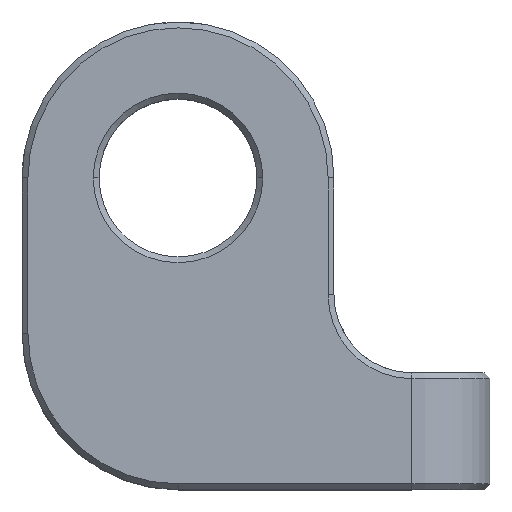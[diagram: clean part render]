
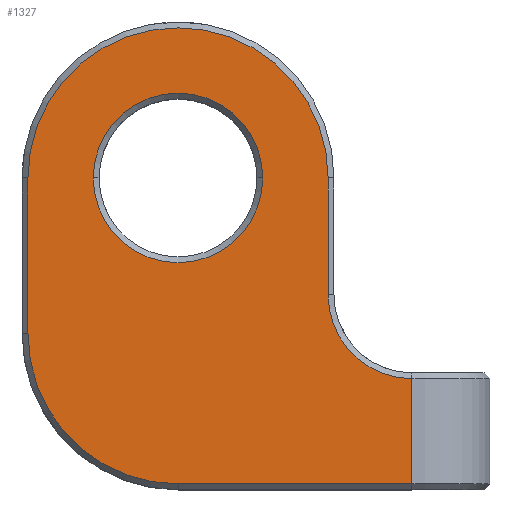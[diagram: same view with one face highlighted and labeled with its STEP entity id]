
A CAD part, top view. The second image highlights one B-rep face of the part: STEP entity #1327.
In plain terms, the highlighted planar face has unit normal (0, 0, 1).
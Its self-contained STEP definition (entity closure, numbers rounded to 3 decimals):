
#11 = ORIENTED_EDGE ( 'NONE', *, *, #128, .T. ) ;
#27 = AXIS2_PLACEMENT_3D ( 'NONE', #1384, #1241, #706 ) ;
#40 = ORIENTED_EDGE ( 'NONE', *, *, #972, .T. ) ;
#98 = DIRECTION ( 'NONE',  ( 0., 0., 1. ) ) ;
#106 = EDGE_CURVE ( 'NONE', #1225, #1414, #1042, .T. ) ;
#128 = EDGE_CURVE ( 'NONE', #165, #1409, #1424, .T. ) ;
#147 = LINE ( 'NONE', #381, #954 ) ;
#165 = VERTEX_POINT ( 'NONE', #998 ) ;
#177 = VECTOR ( 'NONE', #1319, 1000. ) ;
#178 = EDGE_LOOP ( 'NONE', ( #637, #40 ) ) ;
#180 = AXIS2_PLACEMENT_3D ( 'NONE', #949, #598, #1050 ) ;
#181 = AXIS2_PLACEMENT_3D ( 'NONE', #214, #666, #1433 ) ;
#193 = EDGE_CURVE ( 'NONE', #1414, #210, #1329, .T. ) ;
#197 = CARTESIAN_POINT ( 'NONE',  ( 12., -15.7, 4. ) ) ;
#210 = VERTEX_POINT ( 'NONE', #536 ) ;
#214 = CARTESIAN_POINT ( 'NONE',  ( 0., 0., 4. ) ) ;
#219 = ORIENTED_EDGE ( 'NONE', *, *, #653, .T. ) ;
#222 = CIRCLE ( 'NONE', #181, 4.35 ) ;
#268 = CIRCLE ( 'NONE', #27, 4.35 ) ;
#290 = DIRECTION ( 'NONE',  ( 0., 1., 0. ) ) ;
#336 = CARTESIAN_POINT ( 'NONE',  ( -7.7, -8., 4. ) ) ;
#350 = CARTESIAN_POINT ( 'NONE',  ( 7.7, 0., 4. ) ) ;
#355 = CARTESIAN_POINT ( 'NONE',  ( 12., -6., 4. ) ) ;
#367 = ORIENTED_EDGE ( 'NONE', *, *, #451, .T. ) ;
#381 = CARTESIAN_POINT ( 'NONE',  ( 7.7, 0., 4. ) ) ;
#385 = VECTOR ( 'NONE', #644, 1000. ) ;
#443 = AXIS2_PLACEMENT_3D ( 'NONE', #1077, #1411, #853 ) ;
#451 = EDGE_CURVE ( 'NONE', #498, #1225, #147, .T. ) ;
#465 = ORIENTED_EDGE ( 'NONE', *, *, #193, .T. ) ;
#486 = VERTEX_POINT ( 'NONE', #992 ) ;
#498 = VERTEX_POINT ( 'NONE', #1201 ) ;
#536 = CARTESIAN_POINT ( 'NONE',  ( -7.7, -8., 4. ) ) ;
#546 = ORIENTED_EDGE ( 'NONE', *, *, #932, .T. ) ;
#551 = AXIS2_PLACEMENT_3D ( 'NONE', #1450, #98, #1430 ) ;
#575 = PLANE ( 'NONE',  #1197 ) ;
#589 = CARTESIAN_POINT ( 'NONE',  ( -7.7, 0., 4. ) ) ;
#598 = DIRECTION ( 'NONE',  ( 0., 0., -1. ) ) ;
#637 = ORIENTED_EDGE ( 'NONE', *, *, #705, .T. ) ;
#644 = DIRECTION ( 'NONE',  ( 0., -1., 0. ) ) ;
#653 = EDGE_CURVE ( 'NONE', #780, #498, #901, .T. ) ;
#661 = LINE ( 'NONE', #1325, #1281 ) ;
#666 = DIRECTION ( 'NONE',  ( 0., 0., -1. ) ) ;
#686 = CARTESIAN_POINT ( 'NONE',  ( 12., -15.7, 4. ) ) ;
#705 = EDGE_CURVE ( 'NONE', #938, #486, #268, .T. ) ;
#706 = DIRECTION ( 'NONE',  ( 1., 0., 0. ) ) ;
#780 = VERTEX_POINT ( 'NONE', #1412 ) ;
#808 = DIRECTION ( 'NONE',  ( 1., 0., 0. ) ) ;
#853 = DIRECTION ( 'NONE',  ( 1., 0., 0. ) ) ;
#879 = DIRECTION ( 'NONE',  ( 0., 1., 0. ) ) ;
#901 = CIRCLE ( 'NONE', #180, 4.3 ) ;
#932 = EDGE_CURVE ( 'NONE', #1409, #780, #661, .T. ) ;
#938 = VERTEX_POINT ( 'NONE', #1344 ) ;
#949 = CARTESIAN_POINT ( 'NONE',  ( 12., -6., 4. ) ) ;
#954 = VECTOR ( 'NONE', #290, 1000. ) ;
#972 = EDGE_CURVE ( 'NONE', #486, #938, #222, .T. ) ;
#992 = CARTESIAN_POINT ( 'NONE',  ( -4.35, 0., 4. ) ) ;
#998 = CARTESIAN_POINT ( 'NONE',  ( 0., -15.7, 4. ) ) ;
#1035 = FACE_BOUND ( 'NONE', #178, .T. ) ;
#1042 = CIRCLE ( 'NONE', #551, 7.7 ) ;
#1043 = DIRECTION ( 'NONE',  ( 0., 0., 1. ) ) ;
#1047 = ORIENTED_EDGE ( 'NONE', *, *, #106, .T. ) ;
#1050 = DIRECTION ( 'NONE',  ( 1., 0., 0. ) ) ;
#1077 = CARTESIAN_POINT ( 'NONE',  ( 0., -8., 4. ) ) ;
#1173 = EDGE_CURVE ( 'NONE', #210, #165, #1314, .T. ) ;
#1197 = AXIS2_PLACEMENT_3D ( 'NONE', #355, #1043, #808 ) ;
#1200 = ORIENTED_EDGE ( 'NONE', *, *, #1173, .T. ) ;
#1201 = CARTESIAN_POINT ( 'NONE',  ( 7.7, -6., 4. ) ) ;
#1225 = VERTEX_POINT ( 'NONE', #350 ) ;
#1241 = DIRECTION ( 'NONE',  ( 0., 0., -1. ) ) ;
#1281 = VECTOR ( 'NONE', #879, 1000. ) ;
#1288 = EDGE_LOOP ( 'NONE', ( #1200, #11, #546, #219, #367, #1047, #465 ) ) ;
#1314 = CIRCLE ( 'NONE', #443, 7.7 ) ;
#1319 = DIRECTION ( 'NONE',  ( 1., 0., 0. ) ) ;
#1325 = CARTESIAN_POINT ( 'NONE',  ( 12., -10., 4. ) ) ;
#1327 = ADVANCED_FACE ( 'NONE', ( #1035, #1379 ), #575, .T. ) ;
#1329 = LINE ( 'NONE', #336, #385 ) ;
#1344 = CARTESIAN_POINT ( 'NONE',  ( 4.35, 0., 4. ) ) ;
#1379 = FACE_OUTER_BOUND ( 'NONE', #1288, .T. ) ;
#1384 = CARTESIAN_POINT ( 'NONE',  ( 0., 0., 4. ) ) ;
#1409 = VERTEX_POINT ( 'NONE', #686 ) ;
#1411 = DIRECTION ( 'NONE',  ( 0., 0., 1. ) ) ;
#1412 = CARTESIAN_POINT ( 'NONE',  ( 12., -10.3, 4. ) ) ;
#1414 = VERTEX_POINT ( 'NONE', #589 ) ;
#1424 = LINE ( 'NONE', #197, #177 ) ;
#1430 = DIRECTION ( 'NONE',  ( 1., 0., 0. ) ) ;
#1433 = DIRECTION ( 'NONE',  ( 1., 0., 0. ) ) ;
#1450 = CARTESIAN_POINT ( 'NONE',  ( 0., 0., 4. ) ) ;
